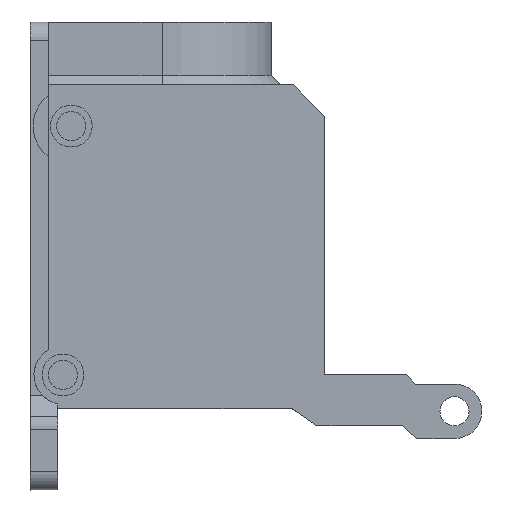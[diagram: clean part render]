
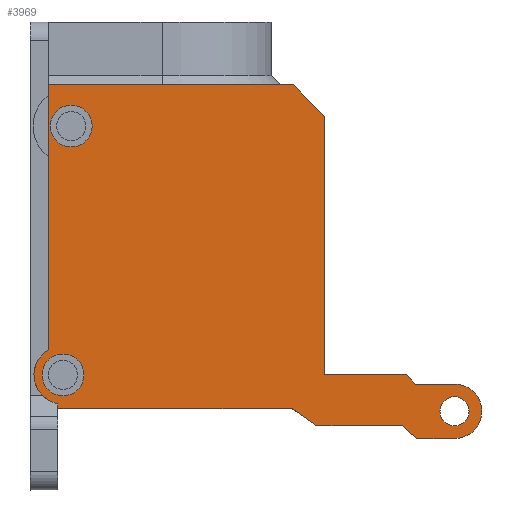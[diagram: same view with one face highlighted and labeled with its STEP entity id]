
A CAD part, left-side view. The second image highlights one B-rep face of the part: STEP entity #3969.
In plain terms, the highlighted planar face has unit normal (-1, 0, 0).
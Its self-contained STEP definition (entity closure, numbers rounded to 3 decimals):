
#192=CIRCLE('',#4233,2.3);
#214=CIRCLE('',#4279,1.6);
#215=CIRCLE('',#4280,3.2);
#216=CIRCLE('',#4281,3.);
#217=CIRCLE('',#4282,2.3);
#644=ORIENTED_EDGE('',*,*,#1589,.T.);
#645=ORIENTED_EDGE('',*,*,#1676,.F.);
#646=ORIENTED_EDGE('',*,*,#1677,.T.);
#647=ORIENTED_EDGE('',*,*,#1678,.T.);
#648=ORIENTED_EDGE('',*,*,#1679,.F.);
#649=ORIENTED_EDGE('',*,*,#1680,.T.);
#650=ORIENTED_EDGE('',*,*,#1681,.F.);
#651=ORIENTED_EDGE('',*,*,#1682,.F.);
#652=ORIENTED_EDGE('',*,*,#1610,.F.);
#653=ORIENTED_EDGE('',*,*,#1675,.T.);
#654=ORIENTED_EDGE('',*,*,#1683,.F.);
#655=ORIENTED_EDGE('',*,*,#1684,.T.);
#656=ORIENTED_EDGE('',*,*,#1650,.T.);
#657=ORIENTED_EDGE('',*,*,#1685,.F.);
#658=ORIENTED_EDGE('',*,*,#1686,.T.);
#659=ORIENTED_EDGE('',*,*,#1654,.T.);
#660=ORIENTED_EDGE('',*,*,#1687,.T.);
#661=ORIENTED_EDGE('',*,*,#1688,.F.);
#662=ORIENTED_EDGE('',*,*,#1689,.T.);
#1589=EDGE_CURVE('',#2113,#2113,#192,.T.);
#1610=EDGE_CURVE('',#2130,#2131,#2506,.T.);
#1650=EDGE_CURVE('',#2163,#2162,#2532,.T.);
#1654=EDGE_CURVE('',#2167,#2166,#2536,.T.);
#1675=EDGE_CURVE('',#2130,#2184,#2547,.T.);
#1676=EDGE_CURVE('',#2185,#2185,#214,.F.);
#1677=EDGE_CURVE('',#2186,#2187,#2548,.T.);
#1678=EDGE_CURVE('',#2187,#2188,#215,.T.);
#1679=EDGE_CURVE('',#2189,#2188,#2549,.T.);
#1680=EDGE_CURVE('',#2189,#2190,#2550,.T.);
#1681=EDGE_CURVE('',#2191,#2190,#2551,.T.);
#1682=EDGE_CURVE('',#2131,#2191,#2552,.T.);
#1683=EDGE_CURVE('',#2192,#2184,#2553,.T.);
#1684=EDGE_CURVE('',#2192,#2163,#216,.T.);
#1685=EDGE_CURVE('',#2193,#2162,#2554,.F.);
#1686=EDGE_CURVE('',#2193,#2167,#2555,.F.);
#1687=EDGE_CURVE('',#2166,#2194,#2556,.T.);
#1688=EDGE_CURVE('',#2186,#2194,#2557,.T.);
#1689=EDGE_CURVE('',#2195,#2195,#217,.T.);
#2113=VERTEX_POINT('',#6151);
#2130=VERTEX_POINT('',#6192);
#2131=VERTEX_POINT('',#6194);
#2162=VERTEX_POINT('',#6272);
#2163=VERTEX_POINT('',#6274);
#2166=VERTEX_POINT('',#6281);
#2167=VERTEX_POINT('',#6283);
#2184=VERTEX_POINT('',#6324);
#2185=VERTEX_POINT('',#6328);
#2186=VERTEX_POINT('',#6330);
#2187=VERTEX_POINT('',#6331);
#2188=VERTEX_POINT('',#6333);
#2189=VERTEX_POINT('',#6335);
#2190=VERTEX_POINT('',#6337);
#2191=VERTEX_POINT('',#6339);
#2192=VERTEX_POINT('',#6342);
#2193=VERTEX_POINT('',#6345);
#2194=VERTEX_POINT('',#6348);
#2195=VERTEX_POINT('',#6351);
#2506=LINE('',#6193,#2849);
#2532=LINE('',#6273,#2875);
#2536=LINE('',#6282,#2879);
#2547=LINE('',#6325,#2890);
#2548=LINE('',#6329,#2891);
#2549=LINE('',#6334,#2892);
#2550=LINE('',#6336,#2893);
#2551=LINE('',#6338,#2894);
#2552=LINE('',#6340,#2895);
#2553=LINE('',#6341,#2896);
#2554=LINE('',#6344,#2897);
#2555=LINE('',#6346,#2898);
#2556=LINE('',#6347,#2899);
#2557=LINE('',#6349,#2900);
#2849=VECTOR('',#4861,1000.);
#2875=VECTOR('',#4931,1000.);
#2879=VECTOR('',#4937,1000.);
#2890=VECTOR('',#4976,1000.);
#2891=VECTOR('',#4981,1000.);
#2892=VECTOR('',#4984,1000.);
#2893=VECTOR('',#4985,1000.);
#2894=VECTOR('',#4986,1000.);
#2895=VECTOR('',#4987,1000.);
#2896=VECTOR('',#4988,1000.);
#2897=VECTOR('',#4991,1000.);
#2898=VECTOR('',#4992,1000.);
#2899=VECTOR('',#4993,1000.);
#2900=VECTOR('',#4994,1000.);
#3147=EDGE_LOOP('',(#644));
#3148=EDGE_LOOP('',(#645));
#3149=EDGE_LOOP('',(#646,#647,#648,#649,#650,#651,#652,#653,#654,#655,#656,
#657,#658,#659,#660,#661));
#3150=EDGE_LOOP('',(#662));
#3494=FACE_BOUND('',#3147,.T.);
#3495=FACE_BOUND('',#3148,.T.);
#3496=FACE_BOUND('',#3149,.T.);
#3497=FACE_BOUND('',#3150,.T.);
#3811=PLANE('',#4278);
#3969=ADVANCED_FACE('',(#3494,#3495,#3496,#3497),#3811,.F.);
#4233=AXIS2_PLACEMENT_3D('',#6150,#4828,#4829);
#4278=AXIS2_PLACEMENT_3D('',#6326,#4977,#4978);
#4279=AXIS2_PLACEMENT_3D('',#6327,#4979,#4980);
#4280=AXIS2_PLACEMENT_3D('',#6332,#4982,#4983);
#4281=AXIS2_PLACEMENT_3D('',#6343,#4989,#4990);
#4282=AXIS2_PLACEMENT_3D('',#6350,#4995,#4996);
#4828=DIRECTION('',(1.,0.,0.));
#4829=DIRECTION('',(0.,1.,0.));
#4861=DIRECTION('',(0.,1.,0.));
#4931=DIRECTION('',(0.,1.,0.));
#4937=DIRECTION('',(0.,0.,1.));
#4976=DIRECTION('',(0.,-0.741,-0.672));
#4977=DIRECTION('',(1.,0.,0.));
#4978=DIRECTION('',(0.,0.,-1.));
#4979=DIRECTION('',(1.,0.,0.));
#4980=DIRECTION('',(0.,0.,-1.));
#4981=DIRECTION('',(0.,0.,-1.));
#4982=DIRECTION('',(-1.,0.,0.));
#4983=DIRECTION('',(0.,0.,1.));
#4984=DIRECTION('',(0.,0.937,0.349));
#4985=DIRECTION('',(0.,0.,-1.));
#4986=DIRECTION('',(0.,1.,0.));
#4987=DIRECTION('',(0.,0.819,0.574));
#4988=DIRECTION('',(0.,1.,0.));
#4989=DIRECTION('',(-1.,0.,0.));
#4990=DIRECTION('',(0.,0.,1.));
#4991=DIRECTION('',(0.,0.707,0.707));
#4992=DIRECTION('',(0.,-1.,0.));
#4993=DIRECTION('',(0.,0.707,0.707));
#4994=DIRECTION('',(0.,-1.,0.));
#4995=DIRECTION('',(1.,0.,0.));
#4996=DIRECTION('',(0.,1.,0.));
#6150=CARTESIAN_POINT('',(-13.,10.9,30.3));
#6151=CARTESIAN_POINT('',(-13.,13.2,30.3));
#6192=CARTESIAN_POINT('',(-13.,-26.437,24.7));
#6193=CARTESIAN_POINT('',(-13.,-17.9,24.7));
#6194=CARTESIAN_POINT('',(-13.,-17.013,24.7));
#6272=CARTESIAN_POINT('',(-13.,-27.831,29.3));
#6273=CARTESIAN_POINT('',(-13.,-17.9,29.3));
#6274=CARTESIAN_POINT('',(-13.,-32.14,29.3));
#6281=CARTESIAN_POINT('',(-13.,-17.9,58.7));
#6282=CARTESIAN_POINT('',(-13.,-17.9,107.));
#6283=CARTESIAN_POINT('',(-13.,-17.9,30.3));
#6324=CARTESIAN_POINT('',(-13.,-27.981,23.3));
#6325=CARTESIAN_POINT('',(-13.,12.989,60.446));
#6326=CARTESIAN_POINT('',(-13.,-17.9,24.8));
#6327=CARTESIAN_POINT('',(-13.,-32.14,26.3));
#6328=CARTESIAN_POINT('',(-13.,-32.14,24.7));
#6329=CARTESIAN_POINT('',(-13.,12.5,120.189));
#6330=CARTESIAN_POINT('',(-13.,12.5,62.2));
#6331=CARTESIAN_POINT('',(-13.,12.5,33.071));
#6332=CARTESIAN_POINT('',(-13.,10.9,30.3));
#6333=CARTESIAN_POINT('',(-13.,12.018,27.302));
#6334=CARTESIAN_POINT('',(-13.,12.018,27.302));
#6335=CARTESIAN_POINT('',(-13.,11.5,27.109));
#6336=CARTESIAN_POINT('',(-13.,11.5,120.189));
#6337=CARTESIAN_POINT('',(-13.,11.5,26.6));
#6338=CARTESIAN_POINT('',(-13.,-17.9,26.6));
#6339=CARTESIAN_POINT('',(-13.,-14.299,26.6));
#6340=CARTESIAN_POINT('',(-13.,-20.068,22.56));
#6341=CARTESIAN_POINT('',(-13.,-30.,23.3));
#6342=CARTESIAN_POINT('',(-13.,-32.14,23.3));
#6343=CARTESIAN_POINT('',(-13.,-32.14,26.3));
#6344=CARTESIAN_POINT('',(-13.,-27.124,30.007));
#6345=CARTESIAN_POINT('',(-13.,-26.831,30.3));
#6346=CARTESIAN_POINT('',(-13.,-32.14,30.3));
#6347=CARTESIAN_POINT('',(-13.,-17.9,58.7));
#6348=CARTESIAN_POINT('',(-13.,-14.4,62.2));
#6349=CARTESIAN_POINT('',(-13.,-15.4,62.2));
#6350=CARTESIAN_POINT('',(-13.,9.997,57.663));
#6351=CARTESIAN_POINT('',(-13.,12.297,57.663));
